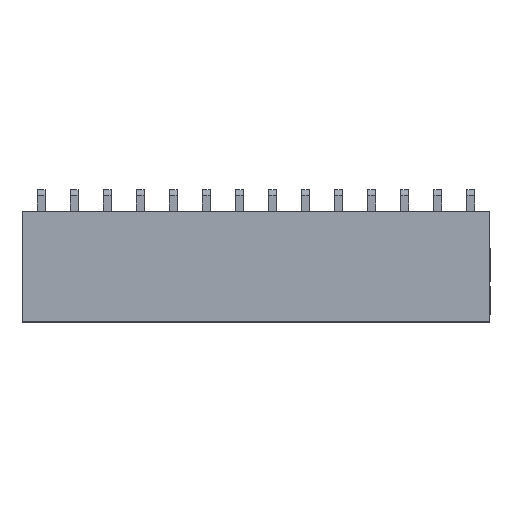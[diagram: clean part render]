
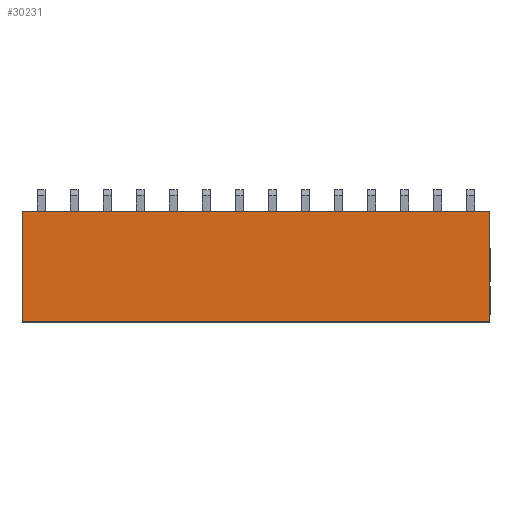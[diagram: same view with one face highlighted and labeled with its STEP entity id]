
A CAD part, top view. The second image highlights one B-rep face of the part: STEP entity #30231.
In plain terms, the highlighted planar face has unit normal (0, 0, 1).
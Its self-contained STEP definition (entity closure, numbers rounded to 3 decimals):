
#3891 = VECTOR ( 'NONE', #14171, 1000. ) ;
#5192 = LINE ( 'NONE', #24977, #17050 ) ;
#5403 = VERTEX_POINT ( 'NONE', #34533 ) ;
#7451 = DIRECTION ( 'NONE',  ( 0., 1., 0. ) ) ;
#8051 = DIRECTION ( 'NONE',  ( 1., 0., 0. ) ) ;
#9738 = EDGE_CURVE ( 'NONE', #5403, #31887, #36591, .T. ) ;
#9972 = EDGE_CURVE ( 'NONE', #30845, #28418, #11431, .T. ) ;
#11431 = LINE ( 'NONE', #11821, #33936 ) ;
#11821 = CARTESIAN_POINT ( 'NONE',  ( -17.98, 4.25, 2.5 ) ) ;
#14140 = VECTOR ( 'NONE', #7451, 1000. ) ;
#14171 = DIRECTION ( 'NONE',  ( 1., 0., 0. ) ) ;
#14273 = CARTESIAN_POINT ( 'NONE',  ( 0., 0., 2.5 ) ) ;
#14811 = PLANE ( 'NONE',  #19061 ) ;
#15789 = ORIENTED_EDGE ( 'NONE', *, *, #9738, .T. ) ;
#17050 = VECTOR ( 'NONE', #33598, 1000. ) ;
#17186 = CARTESIAN_POINT ( 'NONE',  ( 17.98, -4.25, 2.5 ) ) ;
#17444 = CARTESIAN_POINT ( 'NONE',  ( 17.98, 4.25, 2.5 ) ) ;
#19061 = AXIS2_PLACEMENT_3D ( 'NONE', #14273, #34612, #8051 ) ;
#19977 = CARTESIAN_POINT ( 'NONE',  ( -17.98, -4.25, 2.5 ) ) ;
#20203 = EDGE_LOOP ( 'NONE', ( #28894, #28359, #35748, #15789 ) ) ;
#24977 = CARTESIAN_POINT ( 'NONE',  ( -17.98, 4.25, 2.5 ) ) ;
#26351 = FACE_OUTER_BOUND ( 'NONE', #20203, .T. ) ;
#28308 = EDGE_CURVE ( 'NONE', #28418, #5403, #5192, .T. ) ;
#28359 = ORIENTED_EDGE ( 'NONE', *, *, #9972, .T. ) ;
#28418 = VERTEX_POINT ( 'NONE', #31862 ) ;
#28894 = ORIENTED_EDGE ( 'NONE', *, *, #29304, .T. ) ;
#29304 = EDGE_CURVE ( 'NONE', #31887, #30845, #30382, .T. ) ;
#30231 = ADVANCED_FACE ( 'NONE', ( #26351 ), #14811, .T. ) ;
#30382 = LINE ( 'NONE', #36204, #14140 ) ;
#30845 = VERTEX_POINT ( 'NONE', #17444 ) ;
#31222 = DIRECTION ( 'NONE',  ( -1., 0., 0. ) ) ;
#31862 = CARTESIAN_POINT ( 'NONE',  ( -17.98, 4.25, 2.5 ) ) ;
#31887 = VERTEX_POINT ( 'NONE', #17186 ) ;
#33598 = DIRECTION ( 'NONE',  ( 0., -1., 0. ) ) ;
#33936 = VECTOR ( 'NONE', #31222, 1000. ) ;
#34533 = CARTESIAN_POINT ( 'NONE',  ( -17.98, -4.25, 2.5 ) ) ;
#34612 = DIRECTION ( 'NONE',  ( 0., 0., 1. ) ) ;
#35748 = ORIENTED_EDGE ( 'NONE', *, *, #28308, .T. ) ;
#36204 = CARTESIAN_POINT ( 'NONE',  ( 17.98, 4.25, 2.5 ) ) ;
#36591 = LINE ( 'NONE', #19977, #3891 ) ;
